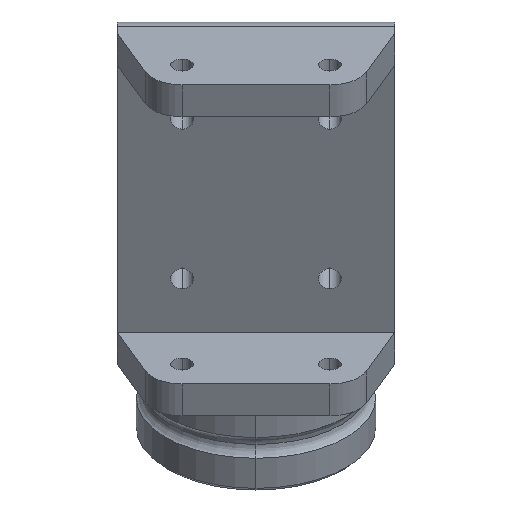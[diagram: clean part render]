
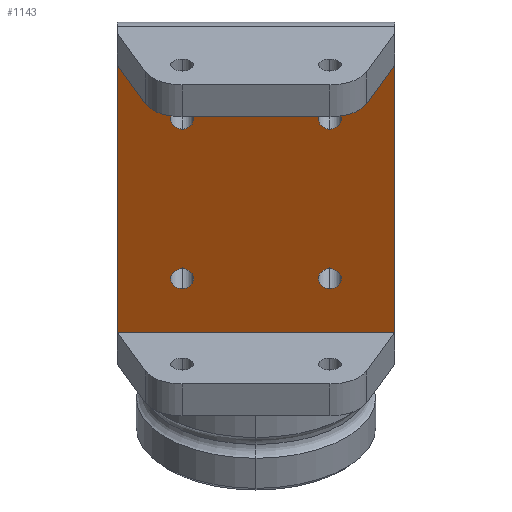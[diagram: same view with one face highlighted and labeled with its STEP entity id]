
A CAD part, top view. The second image highlights one B-rep face of the part: STEP entity #1143.
In plain terms, the highlighted planar face has unit normal (0, -0.507, 0.862).
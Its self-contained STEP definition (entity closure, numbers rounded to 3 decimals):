
#29 = EDGE_CURVE ( 'NONE', #1025, #1804, #303, .T. ) ;
#94 = VERTEX_POINT ( 'NONE', #1854 ) ;
#98 = DIRECTION ( 'NONE',  ( 0., 0.507, -0.862 ) ) ;
#114 = AXIS2_PLACEMENT_3D ( 'NONE', #1070, #98, #1429 ) ;
#126 = CARTESIAN_POINT ( 'NONE',  ( -8., 208.084, 143.274 ) ) ;
#140 = CARTESIAN_POINT ( 'NONE',  ( -8., 208.084, 143.274 ) ) ;
#163 = VERTEX_POINT ( 'NONE', #2068 ) ;
#187 = CARTESIAN_POINT ( 'NONE',  ( -15., 213.902, 146.696 ) ) ;
#204 = ORIENTED_EDGE ( 'NONE', *, *, #2069, .T. ) ;
#221 = DIRECTION ( 'NONE',  ( 0., 0.507, -0.862 ) ) ;
#251 = CIRCLE ( 'NONE', #1953, 1.25 ) ;
#254 = AXIS2_PLACEMENT_3D ( 'NONE', #1933, #1746, #1732 ) ;
#262 = CARTESIAN_POINT ( 'NONE',  ( -22., 185.027, 129.712 ) ) ;
#263 = FACE_OUTER_BOUND ( 'NONE', #1919, .T. ) ;
#283 = DIRECTION ( 'NONE',  ( 0., 0.862, 0.507 ) ) ;
#284 = VERTEX_POINT ( 'NONE', #1116 ) ;
#286 = VECTOR ( 'NONE', #1483, 1000. ) ;
#303 = LINE ( 'NONE', #262, #1349 ) ;
#304 = EDGE_CURVE ( 'NONE', #498, #1025, #1942, .T. ) ;
#323 = CIRCLE ( 'NONE', #254, 1.25 ) ;
#346 = EDGE_LOOP ( 'NONE', ( #804, #1587 ) ) ;
#357 = EDGE_CURVE ( 'NONE', #163, #1169, #1861, .T. ) ;
#447 = DIRECTION ( 'NONE',  ( 0., 0.507, -0.862 ) ) ;
#464 = VERTEX_POINT ( 'NONE', #717 ) ;
#471 = AXIS2_PLACEMENT_3D ( 'NONE', #140, #1810, #283 ) ;
#489 = ORIENTED_EDGE ( 'NONE', *, *, #1039, .T. ) ;
#498 = VERTEX_POINT ( 'NONE', #187 ) ;
#514 = CARTESIAN_POINT ( 'NONE',  ( 8., 190.845, 133.134 ) ) ;
#556 = DIRECTION ( 'NONE',  ( 0., -0.507, 0.862 ) ) ;
#614 = ORIENTED_EDGE ( 'NONE', *, *, #29, .T. ) ;
#654 = DIRECTION ( 'NONE',  ( 1., 0., 0. ) ) ;
#685 = EDGE_CURVE ( 'NONE', #898, #1576, #1028, .T. ) ;
#688 = CARTESIAN_POINT ( 'NONE',  ( -15., 185.027, 129.712 ) ) ;
#703 = EDGE_CURVE ( 'NONE', #1576, #898, #1345, .T. ) ;
#717 = CARTESIAN_POINT ( 'NONE',  ( -8., 189.767, 132.501 ) ) ;
#734 = CARTESIAN_POINT ( 'NONE',  ( -22., 213.902, 146.696 ) ) ;
#742 = EDGE_CURVE ( 'NONE', #1112, #94, #251, .T. ) ;
#758 = EDGE_CURVE ( 'NONE', #498, #284, #1290, .T. ) ;
#782 = AXIS2_PLACEMENT_3D ( 'NONE', #2103, #221, #1089 ) ;
#804 = ORIENTED_EDGE ( 'NONE', *, *, #685, .T. ) ;
#839 = ORIENTED_EDGE ( 'NONE', *, *, #865, .T. ) ;
#855 = CIRCLE ( 'NONE', #1496, 1.25 ) ;
#865 = EDGE_CURVE ( 'NONE', #1804, #284, #1850, .T. ) ;
#898 = VERTEX_POINT ( 'NONE', #1466 ) ;
#902 = CARTESIAN_POINT ( 'NONE',  ( -8., 209.161, 143.908 ) ) ;
#912 = ORIENTED_EDGE ( 'NONE', *, *, #304, .T. ) ;
#923 = CARTESIAN_POINT ( 'NONE',  ( 8., 189.767, 132.501 ) ) ;
#933 = FACE_BOUND ( 'NONE', #346, .T. ) ;
#952 = DIRECTION ( 'NONE',  ( 0., -0.862, -0.507 ) ) ;
#953 = AXIS2_PLACEMENT_3D ( 'NONE', #514, #1188, #1344 ) ;
#976 = DIRECTION ( 'NONE',  ( 0., 0.862, 0.507 ) ) ;
#993 = CARTESIAN_POINT ( 'NONE',  ( 15., 213.902, 146.696 ) ) ;
#1025 = VERTEX_POINT ( 'NONE', #688 ) ;
#1028 = CIRCLE ( 'NONE', #114, 1.25 ) ;
#1039 = EDGE_CURVE ( 'NONE', #94, #1112, #1632, .T. ) ;
#1046 = EDGE_LOOP ( 'NONE', ( #1233, #1655 ) ) ;
#1068 = FACE_BOUND ( 'NONE', #1562, .T. ) ;
#1070 = CARTESIAN_POINT ( 'NONE',  ( 8., 208.084, 143.274 ) ) ;
#1089 = DIRECTION ( 'NONE',  ( 0., 0.862, 0.507 ) ) ;
#1112 = VERTEX_POINT ( 'NONE', #923 ) ;
#1116 = CARTESIAN_POINT ( 'NONE',  ( 15., 213.902, 146.696 ) ) ;
#1143 = ADVANCED_FACE ( 'NONE', ( #1391, #1068, #1606, #933, #263 ), #1615, .T. ) ;
#1155 = ORIENTED_EDGE ( 'NONE', *, *, #758, .F. ) ;
#1169 = VERTEX_POINT ( 'NONE', #902 ) ;
#1188 = DIRECTION ( 'NONE',  ( 0., 0.507, -0.862 ) ) ;
#1233 = ORIENTED_EDGE ( 'NONE', *, *, #1853, .T. ) ;
#1290 = LINE ( 'NONE', #1801, #1781 ) ;
#1291 = CARTESIAN_POINT ( 'NONE',  ( 15., 185.027, 129.712 ) ) ;
#1298 = AXIS2_PLACEMENT_3D ( 'NONE', #734, #556, #1774 ) ;
#1338 = DIRECTION ( 'NONE',  ( 0., 0.507, -0.862 ) ) ;
#1344 = DIRECTION ( 'NONE',  ( 0., 0.862, 0.507 ) ) ;
#1345 = CIRCLE ( 'NONE', #782, 1.25 ) ;
#1349 = VECTOR ( 'NONE', #1723, 1000. ) ;
#1350 = AXIS2_PLACEMENT_3D ( 'NONE', #126, #1338, #976 ) ;
#1391 = FACE_BOUND ( 'NONE', #1614, .T. ) ;
#1413 = CARTESIAN_POINT ( 'NONE',  ( 8., 190.845, 133.134 ) ) ;
#1429 = DIRECTION ( 'NONE',  ( 0., 0.862, 0.507 ) ) ;
#1445 = CARTESIAN_POINT ( 'NONE',  ( -15., 213.902, 146.696 ) ) ;
#1466 = CARTESIAN_POINT ( 'NONE',  ( 8., 207.006, 142.64 ) ) ;
#1467 = DIRECTION ( 'NONE',  ( 0., 0.862, 0.507 ) ) ;
#1483 = DIRECTION ( 'NONE',  ( 0., 0.862, 0.507 ) ) ;
#1496 = AXIS2_PLACEMENT_3D ( 'NONE', #1654, #447, #1467 ) ;
#1532 = EDGE_CURVE ( 'NONE', #2017, #464, #323, .T. ) ;
#1562 = EDGE_LOOP ( 'NONE', ( #1935, #204 ) ) ;
#1576 = VERTEX_POINT ( 'NONE', #1900 ) ;
#1587 = ORIENTED_EDGE ( 'NONE', *, *, #703, .T. ) ;
#1599 = CIRCLE ( 'NONE', #471, 1.25 ) ;
#1606 = FACE_BOUND ( 'NONE', #1046, .T. ) ;
#1614 = EDGE_LOOP ( 'NONE', ( #2128, #489 ) ) ;
#1615 = PLANE ( 'NONE',  #1298 ) ;
#1632 = CIRCLE ( 'NONE', #953, 1.25 ) ;
#1654 = CARTESIAN_POINT ( 'NONE',  ( -8., 190.845, 133.134 ) ) ;
#1655 = ORIENTED_EDGE ( 'NONE', *, *, #1532, .T. ) ;
#1723 = DIRECTION ( 'NONE',  ( 1., 0., 0. ) ) ;
#1732 = DIRECTION ( 'NONE',  ( 0., 0.862, 0.507 ) ) ;
#1746 = DIRECTION ( 'NONE',  ( 0., 0.507, -0.862 ) ) ;
#1774 = DIRECTION ( 'NONE',  ( 0., -0.862, -0.507 ) ) ;
#1781 = VECTOR ( 'NONE', #654, 1000. ) ;
#1801 = CARTESIAN_POINT ( 'NONE',  ( -22., 213.902, 146.696 ) ) ;
#1804 = VERTEX_POINT ( 'NONE', #1291 ) ;
#1810 = DIRECTION ( 'NONE',  ( 0., 0.507, -0.862 ) ) ;
#1850 = LINE ( 'NONE', #993, #286 ) ;
#1853 = EDGE_CURVE ( 'NONE', #464, #2017, #855, .T. ) ;
#1854 = CARTESIAN_POINT ( 'NONE',  ( 8., 191.922, 133.768 ) ) ;
#1861 = CIRCLE ( 'NONE', #1350, 1.25 ) ;
#1900 = CARTESIAN_POINT ( 'NONE',  ( 8., 209.161, 143.908 ) ) ;
#1919 = EDGE_LOOP ( 'NONE', ( #1155, #912, #614, #839 ) ) ;
#1933 = CARTESIAN_POINT ( 'NONE',  ( -8., 190.845, 133.134 ) ) ;
#1935 = ORIENTED_EDGE ( 'NONE', *, *, #357, .T. ) ;
#1942 = LINE ( 'NONE', #1445, #1991 ) ;
#1953 = AXIS2_PLACEMENT_3D ( 'NONE', #1413, #2076, #2086 ) ;
#1970 = CARTESIAN_POINT ( 'NONE',  ( -8., 191.922, 133.768 ) ) ;
#1991 = VECTOR ( 'NONE', #952, 1000. ) ;
#2017 = VERTEX_POINT ( 'NONE', #1970 ) ;
#2068 = CARTESIAN_POINT ( 'NONE',  ( -8., 207.006, 142.64 ) ) ;
#2069 = EDGE_CURVE ( 'NONE', #1169, #163, #1599, .T. ) ;
#2076 = DIRECTION ( 'NONE',  ( 0., 0.507, -0.862 ) ) ;
#2086 = DIRECTION ( 'NONE',  ( 0., 0.862, 0.507 ) ) ;
#2103 = CARTESIAN_POINT ( 'NONE',  ( 8., 208.084, 143.274 ) ) ;
#2128 = ORIENTED_EDGE ( 'NONE', *, *, #742, .T. ) ;
